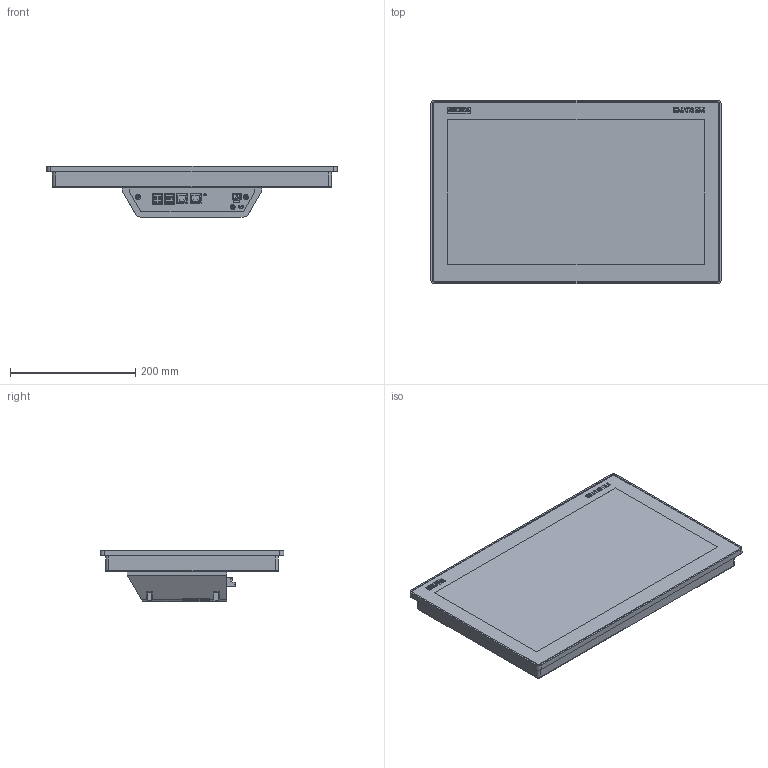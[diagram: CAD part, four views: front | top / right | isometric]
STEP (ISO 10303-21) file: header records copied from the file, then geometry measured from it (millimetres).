
FILE_DESCRIPTION(/* description */ (''),/* implementation_level */ '2;1');
FILE_NAME(/* name */ '6AV6646-1BA20-0AA1_3d.stp',/* time_stamp */ '2025-09-18T11:51:07+02:00',/* author */ (''),/* organization */ (''),/* preprocessor_version */ 'ST-DEVELOPER v20',/* originating_system */ 'SIEMENS PLM Software NX2406.8300',/* authorisation */ '');
FILE_SCHEMA (('AUTOMOTIVE_DESIGN { 1 0 10303 214 3 1 1 1 }'));
Products named in the file (5): A5E42332630A_RS-AA_002_1-Power Supply Connector; A5E42922451A_RS-AA_002_2-Cover; A5E52894287A_RS-AA_001_2-Labeling; A5E42938941A_RS-AA_002_2-Box; A5E52894278A_RS-AA_002_1-CAx_6AV66461BA200AA1
Assembly tree (4 placements, depth 2):
  A5E52894278A_RS-AA_002_1-CAx_6AV66461BA200AA1
    A5E42938941A_RS-AA_002_2-Box
    A5E52894287A_RS-AA_001_2-Labeling
    A5E42922451A_RS-AA_002_2-Cover
    A5E42332630A_RS-AA_002_1-Power Supply Connector
Bounding box: 464 x 294 x 82.1 mm (x, y, z)
Volume: 5628443.3 mm3; surface area: 396165.2 mm2
Topology: 120 solids, 120 shells, 1938 faces, 4824 edges, 3185 vertices
Faces by surface type: plane 1447, extrusion 331, cylinder 148, cone 8, torus 4
Full cylindrical faces by diameter (mm): 1.4 x2, 2.5 x2, 2.8 x2, 3.5 x2, 4 x1, 5 x1, 5.2 x1, 6 x4, 7.636 x1, 8 x2
Entity records: 71735 total; most frequent: CARTESIAN_POINT 23461, ORIENTED_EDGE 9580, DIRECTION 6817, EDGE_CURVE 4790, VERTEX_POINT 3176, VECTOR 2877, LINE 2546, B_SPLINE_CURVE_WITH_KNOTS 2228
